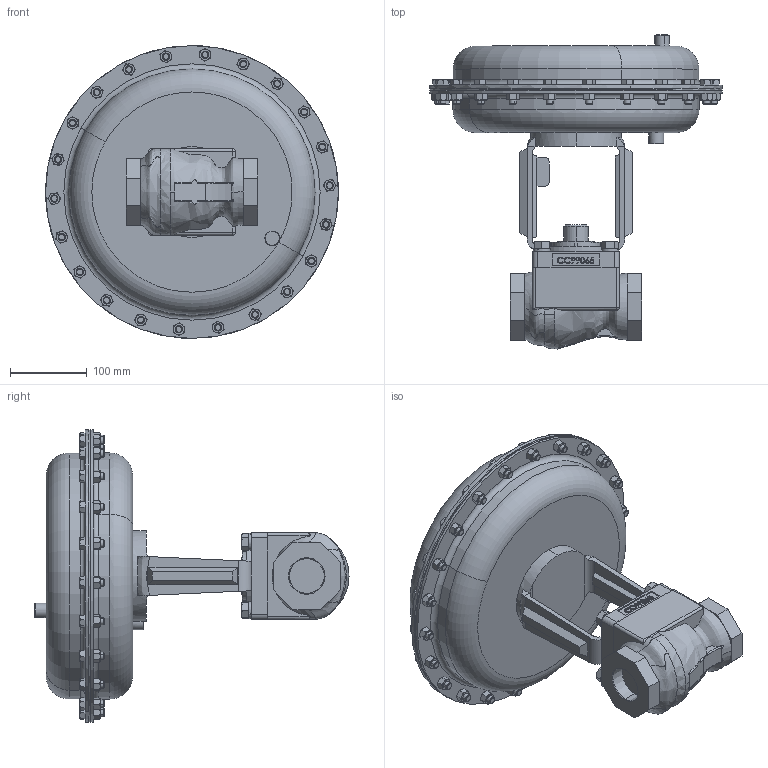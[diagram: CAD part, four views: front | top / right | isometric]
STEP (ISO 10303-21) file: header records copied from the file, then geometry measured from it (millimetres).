
FILE_DESCRIPTION (( 'STEP AP203' ), '1' );
FILE_NAME ('78-150-BR+CS+S6-PT-85M.step', '2017-09-25T13:14:32', ( '' ), ( '' ), 'SwSTEP 2.0', 'SolidWorks 2014', '' );
FILE_SCHEMA (( 'CONFIG_CONTROL_DESIGN' ));
Products named in the file (1): 78-150-BR+CS+S6-PT-85M
Bounding box: 381 x 408.64 x 381 mm (x, y, z)
Volume: 11235346.8 mm3; surface area: 529118.3 mm2
Topology: 1 solids, 1 shells, 1321 faces, 3141 edges, 1922 vertices
Faces by surface type: plane 566, cone 480, cylinder 157, bspline 104, torus 14
Entity records: 52613 total; most frequent: CARTESIAN_POINT 24152, ORIENTED_EDGE 6282, DIRECTION 5155, EDGE_CURVE 3141, AXIS2_PLACEMENT_3D 1982, VERTEX_POINT 1922, EDGE_LOOP 1475, ADVANCED_FACE 1321
